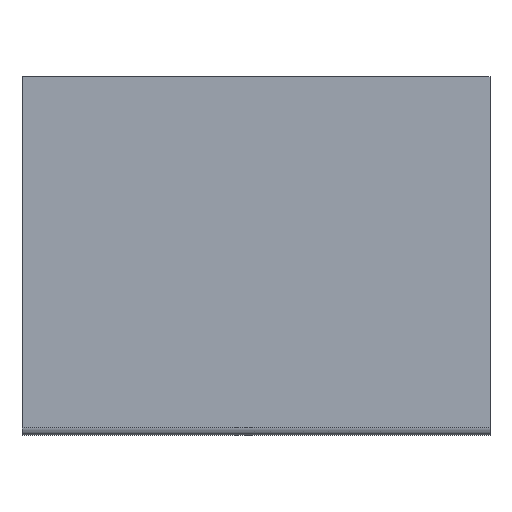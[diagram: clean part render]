
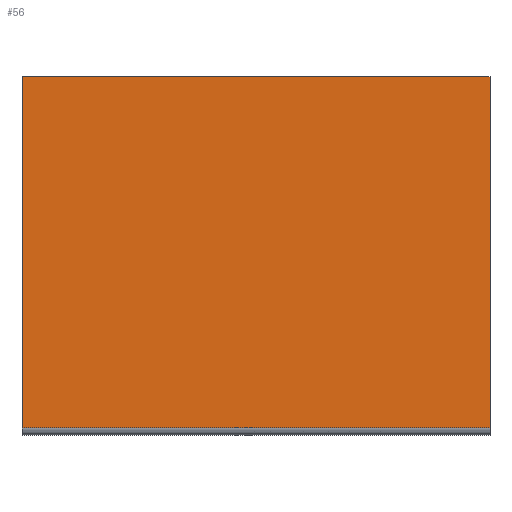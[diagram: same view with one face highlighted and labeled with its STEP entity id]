
A CAD part, front view. The second image highlights one B-rep face of the part: STEP entity #56.
In plain terms, the highlighted planar face has unit normal (0, -1, 0).
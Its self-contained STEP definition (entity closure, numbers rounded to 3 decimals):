
#56=ADVANCED_FACE('',(#86),#88,.F.);
#86=FACE_BOUND('',#87,.T.);
#87=EDGE_LOOP('',(#169,#170,#171,#172));
#88=PLANE('',#89);
#89=AXIS2_PLACEMENT_3D('',#90,#91,#92);
#90=CARTESIAN_POINT('',(0.,0.,0.));
#91=DIRECTION('',(0.,1.,0.));
#92=DIRECTION('',(-1.,0.,0.));
#169=ORIENTED_EDGE('',*,*,#227,.T.);
#170=ORIENTED_EDGE('',*,*,#220,.F.);
#171=ORIENTED_EDGE('',*,*,#228,.F.);
#172=ORIENTED_EDGE('',*,*,#210,.F.);
#210=EDGE_CURVE('',#239,#242,#243,.T.);
#220=EDGE_CURVE('',#260,#252,#262,.T.);
#227=EDGE_CURVE('',#239,#252,#273,.T.);
#228=EDGE_CURVE('',#242,#260,#274,.T.);
#239=VERTEX_POINT('',#289);
#242=VERTEX_POINT('',#295);
#243=LINE('',#296,#297);
#252=VERTEX_POINT('',#315);
#260=VERTEX_POINT('',#332);
#262=LINE('',#336,#337);
#273=LINE('',#361,#362);
#274=LINE('',#364,#365);
#289=CARTESIAN_POINT('',(-100.,0.,-75.));
#295=CARTESIAN_POINT('',(-100.,0.,75.));
#296=CARTESIAN_POINT('',(-100.,0.,-75.));
#297=VECTOR('',#298,1.);
#298=DIRECTION('',(0.,0.,1.));
#315=CARTESIAN_POINT('',(100.,0.,-75.));
#332=CARTESIAN_POINT('',(100.,0.,75.));
#336=CARTESIAN_POINT('',(100.,0.,75.));
#337=VECTOR('',#338,1.);
#338=DIRECTION('',(0.,0.,-1.));
#361=CARTESIAN_POINT('',(-100.,0.,-75.));
#362=VECTOR('',#363,1.);
#363=DIRECTION('',(1.,0.,0.));
#364=CARTESIAN_POINT('',(-100.,0.,75.));
#365=VECTOR('',#366,1.);
#366=DIRECTION('',(1.,0.,0.));
